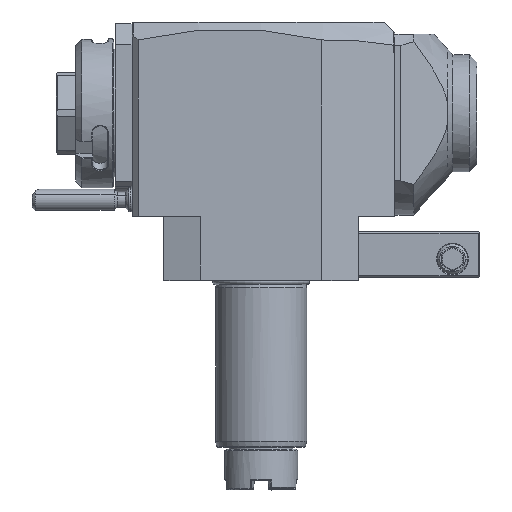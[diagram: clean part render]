
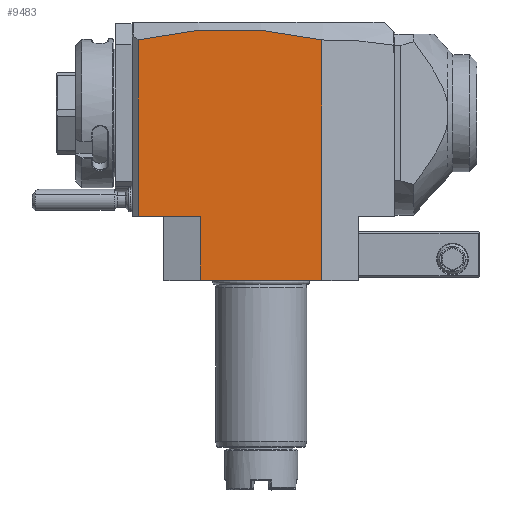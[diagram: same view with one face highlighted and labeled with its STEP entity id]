
A CAD part, top view. The second image highlights one B-rep face of the part: STEP entity #9483.
In plain terms, the highlighted planar face has unit normal (0, 0, 1).
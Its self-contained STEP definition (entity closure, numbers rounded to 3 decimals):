
#17=DIRECTION('',(-1.,0.,0.));
#18=VECTOR('',#17,40.);
#19=CARTESIAN_POINT('',(20.,0.,32.));
#20=LINE('',#19,#18);
#1010=DIRECTION('',(0.,1.,0.));
#1011=VECTOR('',#1010,79.092);
#1012=CARTESIAN_POINT('',(20.,0.,32.));
#1013=LINE('',#1012,#1011);
#1036=DIRECTION('',(-1.,0.,0.));
#1037=VECTOR('',#1036,20.5);
#1038=CARTESIAN_POINT('',(-20.,21.,32.));
#1039=LINE('',#1038,#1037);
#1040=CARTESIAN_POINT('',(-40.5,79.133,32.));
#1041=CARTESIAN_POINT('',(-35.458,80.345,32.));
#1042=CARTESIAN_POINT('',(-25.373,82.145,32.));
#1043=CARTESIAN_POINT('',(-10.247,83.032,32.));
#1044=CARTESIAN_POINT('',(4.877,82.124,32.));
#1045=CARTESIAN_POINT('',(14.959,80.311,32.));
#1046=CARTESIAN_POINT('',(20.,79.092,32.));
#1060=DIRECTION('',(0.,-1.,0.));
#1061=VECTOR('',#1060,58.133);
#1062=CARTESIAN_POINT('',(-40.5,79.133,32.));
#1063=LINE('',#1062,#1061);
#1073=DIRECTION('',(0.,-1.,0.));
#1074=VECTOR('',#1073,21.);
#1075=CARTESIAN_POINT('',(-20.,21.,32.));
#1076=LINE('',#1075,#1074);
#8024=VERTEX_POINT('',#1040);
#8025=VERTEX_POINT('',#1046);
#8390=CARTESIAN_POINT('',(-40.5,21.,32.));
#8392=VERTEX_POINT('',#8390);
#8410=CARTESIAN_POINT('',(20.,0.,32.));
#8411=VERTEX_POINT('',#8410);
#8412=CARTESIAN_POINT('',(-20.,0.,32.));
#8413=VERTEX_POINT('',#8412);
#8598=CARTESIAN_POINT('',(-20.,21.,32.));
#8599=VERTEX_POINT('',#8598);
#9467=CARTESIAN_POINT('',(-35.103,21.,32.));
#9468=DIRECTION('',(0.,0.,1.));
#9469=DIRECTION('',(1.,0.,0.));
#9470=AXIS2_PLACEMENT_3D('',#9467,#9468,#9469);
#9471=PLANE('',#9470);
#9473=ORIENTED_EDGE('',*,*,#9472,.T.);
#9475=ORIENTED_EDGE('',*,*,#9474,.F.);
#9476=ORIENTED_EDGE('',*,*,#8821,.T.);
#9477=ORIENTED_EDGE('',*,*,#9455,.F.);
#9478=ORIENTED_EDGE('',*,*,#8613,.T.);
#9480=ORIENTED_EDGE('',*,*,#9479,.F.);
#9481=EDGE_LOOP('',(#9473,#9475,#9476,#9477,#9478,#9480));
#9482=FACE_OUTER_BOUND('',#9481,.F.);
#1047=B_SPLINE_CURVE_WITH_KNOTS('',3,(#1040,#1041,#1042,#1043,#1044,#1045,
#1046),.UNSPECIFIED.,.F.,.F.,(4,1,1,1,4),(0.,0.25,0.5,0.75,1.),
.UNSPECIFIED.);
#8613=EDGE_CURVE('',#8411,#8413,#20,.T.);
#8821=EDGE_CURVE('',#8024,#8025,#1047,.T.);
#9455=EDGE_CURVE('',#8411,#8025,#1013,.T.);
#9472=EDGE_CURVE('',#8599,#8392,#1039,.T.);
#9474=EDGE_CURVE('',#8024,#8392,#1063,.T.);
#9479=EDGE_CURVE('',#8599,#8413,#1076,.T.);
#9483=ADVANCED_FACE('',(#9482),#9471,.T.);
